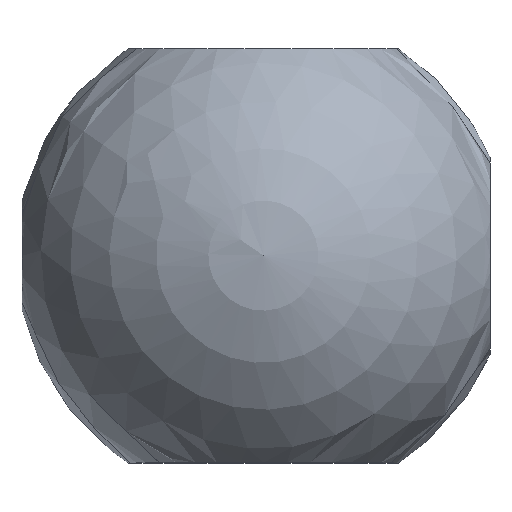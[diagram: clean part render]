
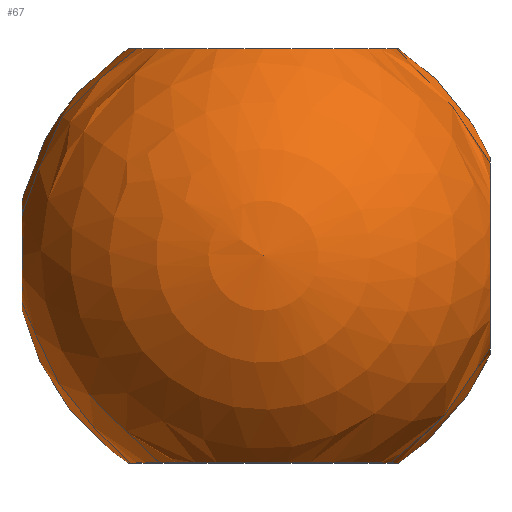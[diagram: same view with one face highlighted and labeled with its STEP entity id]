
A CAD part, top view. The second image highlights one B-rep face of the part: STEP entity #67.
In plain terms, the highlighted spherical face has radius 15 mm.
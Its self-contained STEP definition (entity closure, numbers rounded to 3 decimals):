
#67=ADVANCED_FACE('',(#121,#123,#125,#127),#129,.T.);
#121=FACE_BOUND('',#122,.T.);
#122=EDGE_LOOP('',(#272,#273));
#123=FACE_BOUND('',#124,.T.);
#124=EDGE_LOOP('',(#274));
#125=FACE_BOUND('',#126,.T.);
#126=EDGE_LOOP('',(#275));
#127=FACE_BOUND('',#128,.T.);
#128=EDGE_LOOP('',(#276));
#129=SPHERICAL_SURFACE('',#130,15.);
#130=AXIS2_PLACEMENT_3D('',#131,#132,#133);
#131=CARTESIAN_POINT('',(0.,0.,0.));
#132=DIRECTION('',(0.,0.,1.));
#133=DIRECTION('',(1.,0.,0.));
#272=ORIENTED_EDGE('',*,*,#294,.T.);
#273=ORIENTED_EDGE('',*,*,#295,.T.);
#274=ORIENTED_EDGE('',*,*,#296,.T.);
#275=ORIENTED_EDGE('',*,*,#297,.T.);
#276=ORIENTED_EDGE('',*,*,#298,.T.);
#294=EDGE_CURVE('',#309,#310,#311,.T.);
#295=EDGE_CURVE('',#310,#309,#312,.T.);
#296=EDGE_CURVE('',#313,#313,#314,.F.);
#297=EDGE_CURVE('',#315,#315,#316,.F.);
#298=EDGE_CURVE('',#317,#317,#318,.F.);
#309=VERTEX_POINT('',#534);
#310=VERTEX_POINT('',#535);
#311=TRIMMED_CURVE('',#536,(PARAMETER_VALUE(3.142)),(PARAMETER_VALUE(
6.283)),.T.,.PARAMETER.);
#312=TRIMMED_CURVE('',#537,(PARAMETER_VALUE(0.)),(PARAMETER_VALUE(3.142)),
.T.,.PARAMETER.);
#313=VERTEX_POINT('',#538);
#314=CIRCLE('',#539,8.2);
#315=VERTEX_POINT('',#543);
#316=CIRCLE('',#544,8.2);
#317=VERTEX_POINT('',#548);
#318=CIRCLE('',#549,3.25);
#534=CARTESIAN_POINT('',(13.748,0.,6.));
#535=CARTESIAN_POINT('',(13.748,0.,-6.));
#536=CIRCLE('',#686,6.);
#537=CIRCLE('',#690,6.);
#538=CARTESIAN_POINT('',(8.2,12.56,0.));
#539=AXIS2_PLACEMENT_3D('',#540,#541,#542);
#540=CARTESIAN_POINT('',(0.,12.56,0.));
#541=DIRECTION('',(-0.,1.,0.));
#542=DIRECTION('',(1.,0.,0.));
#543=CARTESIAN_POINT('',(8.2,-12.56,0.));
#544=AXIS2_PLACEMENT_3D('',#545,#546,#547);
#545=CARTESIAN_POINT('',(0.,-12.56,0.));
#546=DIRECTION('',(0.,-1.,-0.));
#547=DIRECTION('',(1.,0.,0.));
#548=CARTESIAN_POINT('',(-14.644,0.,-3.25));
#549=AXIS2_PLACEMENT_3D('',#550,#551,#552);
#550=CARTESIAN_POINT('',(-14.644,0.,0.));
#551=DIRECTION('',(-1.,0.,0.));
#552=DIRECTION('',(0.,0.,-1.));
#686=AXIS2_PLACEMENT_3D('',#687,#688,#689);
#687=CARTESIAN_POINT('',(13.748,0.,0.));
#688=DIRECTION('',(-1.,0.,0.));
#689=DIRECTION('',(0.,0.,-1.));
#690=AXIS2_PLACEMENT_3D('',#691,#692,#693);
#691=CARTESIAN_POINT('',(13.748,0.,0.));
#692=DIRECTION('',(-1.,0.,0.));
#693=DIRECTION('',(0.,0.,-1.));
